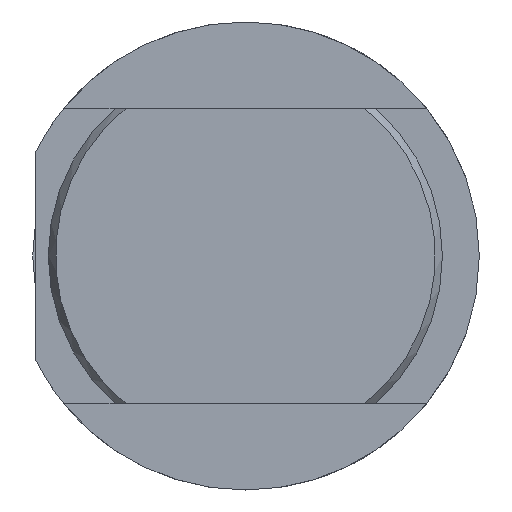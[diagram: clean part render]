
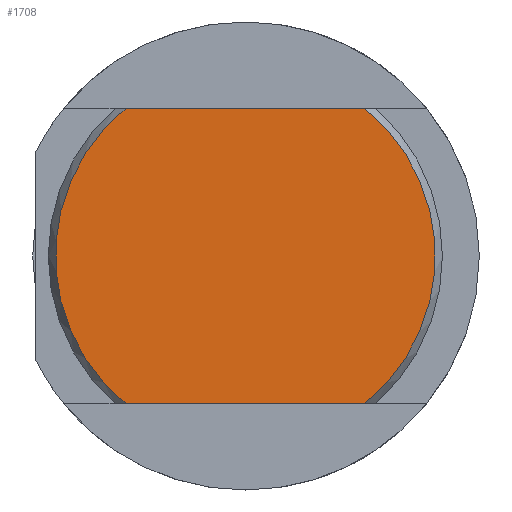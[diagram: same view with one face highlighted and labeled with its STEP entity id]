
A CAD part, left-side view. The second image highlights one B-rep face of the part: STEP entity #1708.
In plain terms, the highlighted planar face has unit normal (-1, 0, 0).
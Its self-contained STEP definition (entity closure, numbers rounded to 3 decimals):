
#103 = ORIENTED_EDGE ( 'NONE', *, *, #1183, .F. ) ;
#104 = ORIENTED_EDGE ( 'NONE', *, *, #1191, .T. ) ;
#105 = ORIENTED_EDGE ( 'NONE', *, *, #1185, .F. ) ;
#106 = ORIENTED_EDGE ( 'NONE', *, *, #1184, .T. ) ;
#376 = EDGE_LOOP ( 'NONE', ( #106, #105, #104, #103 ) ) ;
#672 = LINE ( 'NONE', #2270, #682 ) ;
#677 = VECTOR ( 'NONE', #2283, 1000. ) ;
#682 = VECTOR ( 'NONE', #2278, 1000. ) ;
#683 = LINE ( 'NONE', #2274, #677 ) ;
#684 = CIRCLE ( 'NONE', #1345, 7.711 ) ;
#693 = CIRCLE ( 'NONE', #1349, 7.711 ) ;
#868 = FACE_OUTER_BOUND ( 'NONE', #376, .T. ) ;
#1183 = EDGE_CURVE ( 'NONE', #3361, #3206, #672, .T. ) ;
#1184 = EDGE_CURVE ( 'NONE', #3361, #3323, #684, .T. ) ;
#1185 = EDGE_CURVE ( 'NONE', #3272, #3323, #683, .T. ) ;
#1191 = EDGE_CURVE ( 'NONE', #3272, #3206, #693, .T. ) ;
#1345 = AXIS2_PLACEMENT_3D ( 'NONE', #2277, #2280, #2281 ) ;
#1349 = AXIS2_PLACEMENT_3D ( 'NONE', #2294, #2301, #2302 ) ;
#1430 = AXIS2_PLACEMENT_3D ( 'NONE', #2620, #2622, #2623 ) ;
#1708 = ADVANCED_FACE ( 'NONE', ( #868 ), #2621, .F. ) ;
#2270 = CARTESIAN_POINT ( 'NONE',  ( 0., 7.365, -6. ) ) ;
#2274 = CARTESIAN_POINT ( 'NONE',  ( 0., 7.365, 6. ) ) ;
#2277 = CARTESIAN_POINT ( 'NONE',  ( 0., 0., 0. ) ) ;
#2278 = DIRECTION ( 'NONE',  ( 0., 1., 0. ) ) ;
#2280 = DIRECTION ( 'NONE',  ( -1., 0., 0. ) ) ;
#2281 = DIRECTION ( 'NONE',  ( 0., 0., -1. ) ) ;
#2283 = DIRECTION ( 'NONE',  ( 0., -1., 0. ) ) ;
#2294 = CARTESIAN_POINT ( 'NONE',  ( 0., 0., 0. ) ) ;
#2301 = DIRECTION ( 'NONE',  ( -1., 0., 0. ) ) ;
#2302 = DIRECTION ( 'NONE',  ( 0., 0., -1. ) ) ;
#2620 = CARTESIAN_POINT ( 'NONE',  ( 0., 0., 0. ) ) ;
#2621 = PLANE ( 'NONE',  #1430 ) ;
#2622 = DIRECTION ( 'NONE',  ( 1., 0., 0. ) ) ;
#2623 = DIRECTION ( 'NONE',  ( 0., 0., -1. ) ) ;
#2922 = CARTESIAN_POINT ( 'NONE',  ( 0., 4.844, -6. ) ) ;
#2987 = CARTESIAN_POINT ( 'NONE',  ( 0., 4.844, 6. ) ) ;
#3038 = CARTESIAN_POINT ( 'NONE',  ( 0., -4.844, 6. ) ) ;
#3074 = CARTESIAN_POINT ( 'NONE',  ( 0., -4.844, -6. ) ) ;
#3206 = VERTEX_POINT ( 'NONE', #2922 ) ;
#3272 = VERTEX_POINT ( 'NONE', #2987 ) ;
#3323 = VERTEX_POINT ( 'NONE', #3038 ) ;
#3361 = VERTEX_POINT ( 'NONE', #3074 ) ;
